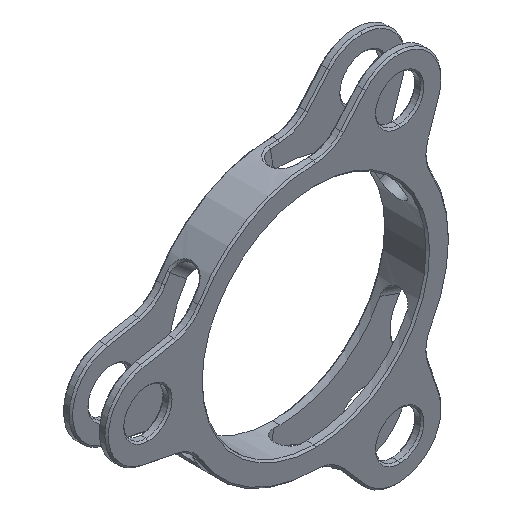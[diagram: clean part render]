
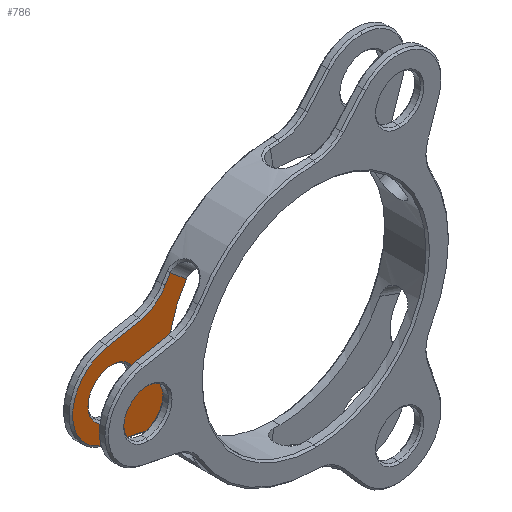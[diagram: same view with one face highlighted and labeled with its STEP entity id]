
A CAD part, isometric view. The second image highlights one B-rep face of the part: STEP entity #786.
In plain terms, the highlighted planar face has unit normal (0, -1, 0).
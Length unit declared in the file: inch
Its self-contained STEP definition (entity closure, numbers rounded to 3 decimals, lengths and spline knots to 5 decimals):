
#115 = VERTEX_POINT ( 'NONE', #2445 ) ;
#178 = CIRCLE ( 'NONE', #9606, 5.3937 ) ;
#192 = VECTOR ( 'NONE', #9956, 39.37008 ) ;
#276 = DIRECTION ( 'NONE',  ( 0., 1., 0. ) ) ;
#757 = FACE_OUTER_BOUND ( 'NONE', #5366, .T. ) ;
#786 = ADVANCED_FACE ( 'NONE', ( #1520, #757 ), #6419, .T. ) ;
#974 = LINE ( 'NONE', #4905, #1411 ) ;
#1051 = CARTESIAN_POINT ( 'NONE',  ( -37.5, 3., 0. ) ) ;
#1269 = EDGE_CURVE ( 'NONE', #8268, #8675, #974, .T. ) ;
#1293 = EDGE_CURVE ( 'NONE', #2599, #115, #178, .T. ) ;
#1331 = CARTESIAN_POINT ( 'NONE',  ( -25.59453, 3., 14.8813 ) ) ;
#1382 = ORIENTED_EDGE ( 'NONE', *, *, #1944, .T. ) ;
#1390 = EDGE_CURVE ( 'NONE', #12626, #10545, #11659, .T. ) ;
#1411 = VECTOR ( 'NONE', #1994, 39.37008 ) ;
#1520 = FACE_BOUND ( 'NONE', #8545, .T. ) ;
#1817 = DIRECTION ( 'NONE',  ( 0., -1., 0. ) ) ;
#1857 = CARTESIAN_POINT ( 'NONE',  ( -31.22131, 3., -10.8663 ) ) ;
#1915 = DIRECTION ( 'NONE',  ( 0., 0., -1. ) ) ;
#1944 = EDGE_CURVE ( 'NONE', #10818, #3983, #6071, .T. ) ;
#1994 = DIRECTION ( 'NONE',  ( 0.765, 0., 0.644 ) ) ;
#2003 = CARTESIAN_POINT ( 'NONE',  ( 0., 3., 0. ) ) ;
#2066 = DIRECTION ( 'NONE',  ( 0., 0., -1. ) ) ;
#2089 = EDGE_CURVE ( 'NONE', #3983, #12357, #2463, .T. ) ;
#2147 = EDGE_CURVE ( 'NONE', #3306, #10636, #2157, .T. ) ;
#2157 = LINE ( 'NONE', #9084, #4312 ) ;
#2240 = CARTESIAN_POINT ( 'NONE',  ( -20.92304, 3., -13.68308 ) ) ;
#2249 = CARTESIAN_POINT ( 'NONE',  ( -24.46938, 3., 16.6668 ) ) ;
#2397 = ORIENTED_EDGE ( 'NONE', *, *, #1390, .T. ) ;
#2406 = EDGE_CURVE ( 'NONE', #10636, #8204, #6784, .T. ) ;
#2445 = CARTESIAN_POINT ( 'NONE',  ( -37.5, 3., -5.3937 ) ) ;
#2463 = CIRCLE ( 'NONE', #8408, 9.58946 ) ;
#2501 = ORIENTED_EDGE ( 'NONE', *, *, #1269, .T. ) ;
#2599 = VERTEX_POINT ( 'NONE', #6304 ) ;
#3059 = DIRECTION ( 'NONE',  ( 0., 0., -1. ) ) ;
#3118 = EDGE_CURVE ( 'NONE', #12357, #12626, #10603, .T. ) ;
#3162 = CARTESIAN_POINT ( 'NONE',  ( -3.24614, 3., 16.40268 ) ) ;
#3306 = VERTEX_POINT ( 'NONE', #10179 ) ;
#3850 = DIRECTION ( 'NONE',  ( 0., 1., 0. ) ) ;
#3950 = CARTESIAN_POINT ( 'NONE',  ( 0., 3., 0. ) ) ;
#3983 = VERTEX_POINT ( 'NONE', #7021 ) ;
#4275 = CIRCLE ( 'NONE', #6928, 25. ) ;
#4306 = ORIENTED_EDGE ( 'NONE', *, *, #11906, .T. ) ;
#4312 = VECTOR ( 'NONE', #11865, 39.37008 ) ;
#4393 = EDGE_CURVE ( 'NONE', #3306, #8675, #4275, .T. ) ;
#4905 = CARTESIAN_POINT ( 'NONE',  ( -1.9314, 3., 2.29558 ) ) ;
#4972 = CARTESIAN_POINT ( 'NONE',  ( -25.59453, 3., -14.8813 ) ) ;
#5159 = CARTESIAN_POINT ( 'NONE',  ( -32.85085, 3., -19.1003 ) ) ;
#5317 = ORIENTED_EDGE ( 'NONE', *, *, #2089, .T. ) ;
#5366 = EDGE_LOOP ( 'NONE', ( #6509, #10563, #4306, #1382, #5317, #10247, #2397, #8684, #2501, #9894 ) ) ;
#5374 = VECTOR ( 'NONE', #12475, 39.37008 ) ;
#5388 = CARTESIAN_POINT ( 'NONE',  ( 0., 3., 0. ) ) ;
#5591 = CIRCLE ( 'NONE', #11519, 5.3937 ) ;
#5756 = DIRECTION ( 'NONE',  ( 0., 0., -1. ) ) ;
#6071 = LINE ( 'NONE', #3162, #192 ) ;
#6131 = AXIS2_PLACEMENT_3D ( 'NONE', #12367, #7341, #7412 ) ;
#6304 = CARTESIAN_POINT ( 'NONE',  ( -37.5, 3., 5.3937 ) ) ;
#6419 = PLANE ( 'NONE',  #6131 ) ;
#6509 = ORIENTED_EDGE ( 'NONE', *, *, #2147, .T. ) ;
#6784 = CIRCLE ( 'NONE', #8422, 29.6063 ) ;
#6813 = CARTESIAN_POINT ( 'NONE',  ( -36.73339, 3., 0. ) ) ;
#6928 = AXIS2_PLACEMENT_3D ( 'NONE', #2003, #9959, #10022 ) ;
#6966 = EDGE_CURVE ( 'NONE', #10545, #8268, #7365, .T. ) ;
#7021 = CARTESIAN_POINT ( 'NONE',  ( -38.59506, 3., 9.40701 ) ) ;
#7190 = DIRECTION ( 'NONE',  ( 0., 0., -1. ) ) ;
#7341 = DIRECTION ( 'NONE',  ( 0., -1., 0. ) ) ;
#7346 = DIRECTION ( 'NONE',  ( 0., -1., 0. ) ) ;
#7365 = CIRCLE ( 'NONE', #7773, 29.6063 ) ;
#7412 = DIRECTION ( 'NONE',  ( 0., 0., -1. ) ) ;
#7421 = CARTESIAN_POINT ( 'NONE',  ( -37.5, 3., 0. ) ) ;
#7612 = CARTESIAN_POINT ( 'NONE',  ( -38.59506, 3., -9.40701 ) ) ;
#7640 = CIRCLE ( 'NONE', #8043, 8.3937 ) ;
#7744 = AXIS2_PLACEMENT_3D ( 'NONE', #5159, #276, #7190 ) ;
#7773 = AXIS2_PLACEMENT_3D ( 'NONE', #3950, #1817, #5756 ) ;
#7802 = CARTESIAN_POINT ( 'NONE',  ( -32.85085, 3., 19.1003 ) ) ;
#8043 = AXIS2_PLACEMENT_3D ( 'NONE', #7802, #3850, #3059 ) ;
#8204 = VERTEX_POINT ( 'NONE', #1331 ) ;
#8268 = VERTEX_POINT ( 'NONE', #12304 ) ;
#8408 = AXIS2_PLACEMENT_3D ( 'NONE', #6813, #10711, #1915 ) ;
#8422 = AXIS2_PLACEMENT_3D ( 'NONE', #5388, #7346, #11275 ) ;
#8506 = CARTESIAN_POINT ( 'NONE',  ( -31.22131, 3., -10.8663 ) ) ;
#8545 = EDGE_LOOP ( 'NONE', ( #9819, #9475 ) ) ;
#8675 = VERTEX_POINT ( 'NONE', #2240 ) ;
#8684 = ORIENTED_EDGE ( 'NONE', *, *, #6966, .T. ) ;
#9084 = CARTESIAN_POINT ( 'NONE',  ( -1.9314, 3., -2.29558 ) ) ;
#9475 = ORIENTED_EDGE ( 'NONE', *, *, #1293, .T. ) ;
#9606 = AXIS2_PLACEMENT_3D ( 'NONE', #1051, #10855, #2066 ) ;
#9819 = ORIENTED_EDGE ( 'NONE', *, *, #11191, .T. ) ;
#9894 = ORIENTED_EDGE ( 'NONE', *, *, #4393, .F. ) ;
#9956 = DIRECTION ( 'NONE',  ( -0.981, 0., -0.194 ) ) ;
#9959 = DIRECTION ( 'NONE',  ( 0., -1., 0. ) ) ;
#10022 = DIRECTION ( 'NONE',  ( 0., 0., -1. ) ) ;
#10179 = CARTESIAN_POINT ( 'NONE',  ( -20.92304, 3., 13.68308 ) ) ;
#10247 = ORIENTED_EDGE ( 'NONE', *, *, #3118, .T. ) ;
#10545 = VERTEX_POINT ( 'NONE', #4972 ) ;
#10563 = ORIENTED_EDGE ( 'NONE', *, *, #2406, .T. ) ;
#10603 = LINE ( 'NONE', #8506, #5374 ) ;
#10636 = VERTEX_POINT ( 'NONE', #2249 ) ;
#10711 = DIRECTION ( 'NONE',  ( 0., -1., 0. ) ) ;
#10818 = VERTEX_POINT ( 'NONE', #11746 ) ;
#10855 = DIRECTION ( 'NONE',  ( 0., 1., 0. ) ) ;
#11191 = EDGE_CURVE ( 'NONE', #115, #2599, #5591, .T. ) ;
#11275 = DIRECTION ( 'NONE',  ( 0., 0., -1. ) ) ;
#11519 = AXIS2_PLACEMENT_3D ( 'NONE', #7421, #11655, #12686 ) ;
#11655 = DIRECTION ( 'NONE',  ( 0., 1., 0. ) ) ;
#11659 = CIRCLE ( 'NONE', #7744, 8.3937 ) ;
#11746 = CARTESIAN_POINT ( 'NONE',  ( -31.22131, 3., 10.8663 ) ) ;
#11865 = DIRECTION ( 'NONE',  ( -0.765, 0., 0.644 ) ) ;
#11906 = EDGE_CURVE ( 'NONE', #8204, #10818, #7640, .T. ) ;
#12304 = CARTESIAN_POINT ( 'NONE',  ( -24.46938, 3., -16.6668 ) ) ;
#12357 = VERTEX_POINT ( 'NONE', #7612 ) ;
#12367 = CARTESIAN_POINT ( 'NONE',  ( 0., 3., 0. ) ) ;
#12475 = DIRECTION ( 'NONE',  ( 0.981, 0., -0.194 ) ) ;
#12626 = VERTEX_POINT ( 'NONE', #1857 ) ;
#12686 = DIRECTION ( 'NONE',  ( 0., 0., -1. ) ) ;
